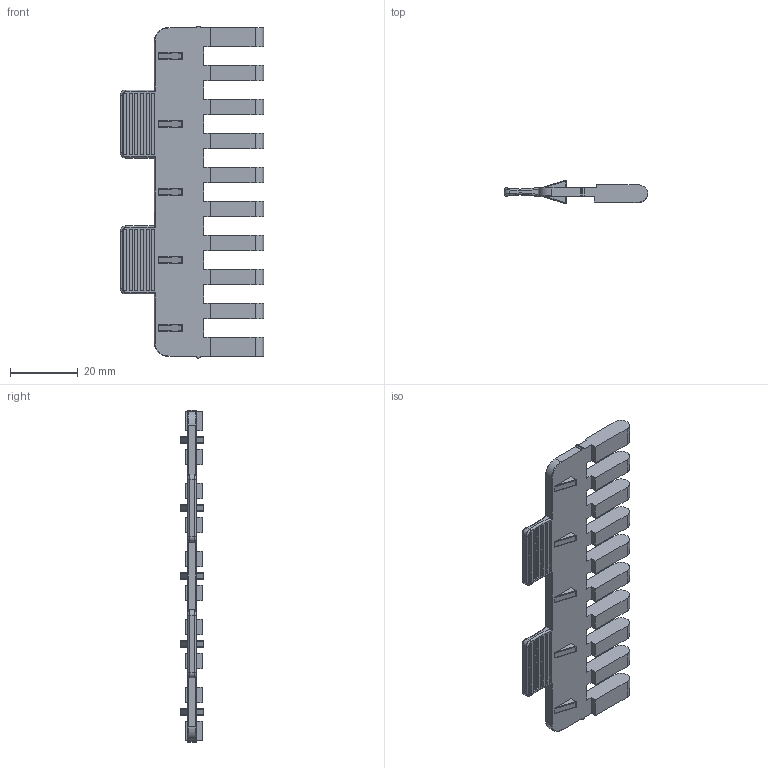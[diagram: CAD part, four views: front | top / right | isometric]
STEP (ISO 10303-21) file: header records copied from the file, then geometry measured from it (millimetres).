
FILE_DESCRIPTION (( 'STEP AP214' ), '1' );
FILE_NAME ('476509_IZUK 10W-10.STP', '2013-11-15T07:54:04', ( 'arge' ), ( 'Microsoft' ), 'SwSTEP 2.0', 'SolidWorks 2013', '' );
FILE_SCHEMA (( 'AUTOMOTIVE_DESIGN' ));
Length unit declared in the file: millimetre
Products named in the file (1): 476509_IZUK 10W-10
Bounding box: 42.15 x 6.86 x 97.7 mm (x, y, z)
Volume: 8175.3 mm3; surface area: 9481.7 mm2
Topology: 1 solids, 2 shells, 396 faces, 1042 edges, 660 vertices
Faces by surface type: plane 258, cylinder 98, sphere 20, torus 12, bspline 8
Entity records: 15714 total; most frequent: CARTESIAN_POINT 2691, ORIENTED_EDGE 2004, DIRECTION 1952, EDGE_CURVE 1002, LINE 710, VECTOR 710, VERTEX_POINT 640, AXIS2_PLACEMENT_3D 621
